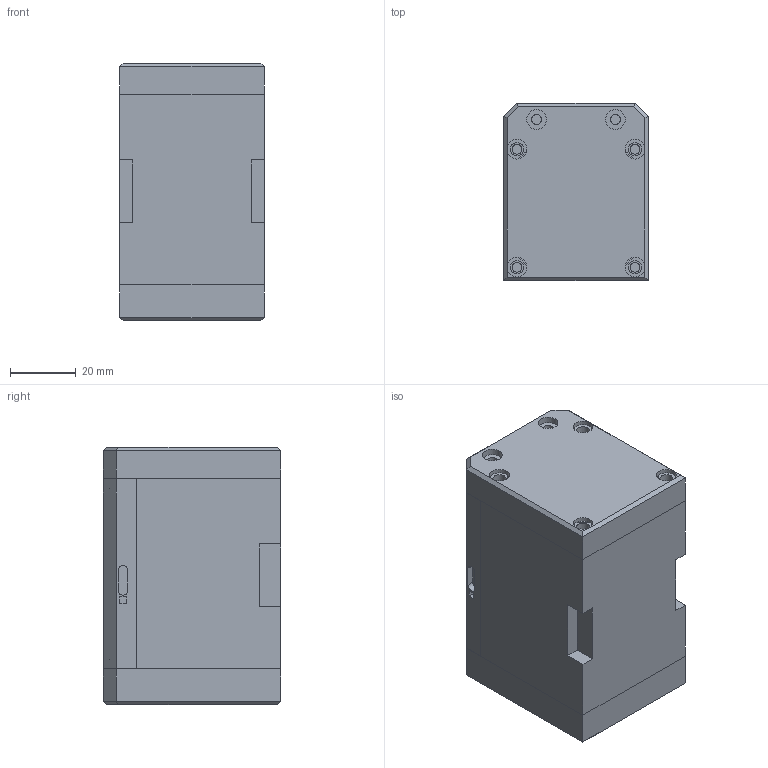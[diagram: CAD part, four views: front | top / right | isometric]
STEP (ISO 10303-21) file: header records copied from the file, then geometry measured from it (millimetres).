
FILE_DESCRIPTION(/* description */ (''),/* implementation_level */ '2;1');
FILE_NAME(/* name */ 'akb.step',/* time_stamp */ '2025-11-29T23:54:11+03:00',/* author */ (''),/* organization */ (''),/* preprocessor_version */ 'ST-DEVELOPER v20.1',/* originating_system */ 'Autodesk Translation Framework v14.21.0.0',/* authorisation */ '');
FILE_SCHEMA (('AUTOMOTIVE_DESIGN { 1 0 10303 214 3 1 1 }'));
Length unit declared in the file: millimetre
Products named in the file (8): akb; bms lid; LGDAS31865; lid; spacer; base; charger; charger lid
Assembly tree (10 placements, depth 2):
  akb
    bms lid
    LGDAS31865  x4
    lid
    spacer
    base
    charger
    charger lid
Bounding box: 44 x 54 x 78.5 mm (x, y, z)
Volume: 90036.2 mm3; surface area: 128626.6 mm2
Topology: 46 solids, 46 shells, 969 faces, 2428 edges, 1572 vertices
Faces by surface type: plane 387, cylinder 348, torus 136, cone 91, bspline 7
Full cylindrical faces by diameter (mm): 2 x6, 2.5 x12, 3 x16, 4 x8, 6 x12, 10 x12, 11 x8, 12 x4, 12.5 x4, 13.4 x8, 16 x16, 16.5 x4, 17 x8, 17.4 x4, 18 x8, 18.12 x4
Entity records: 14190 total; most frequent: CARTESIAN_POINT 3445, DIRECTION 2162, ORIENTED_EDGE 2102, EDGE_CURVE 1051, AXIS2_PLACEMENT_3D 816, VERTEX_POINT 684, LINE 530, VECTOR 530
